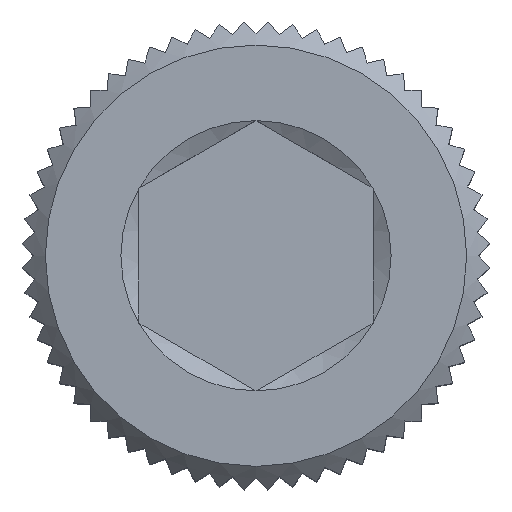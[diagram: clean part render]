
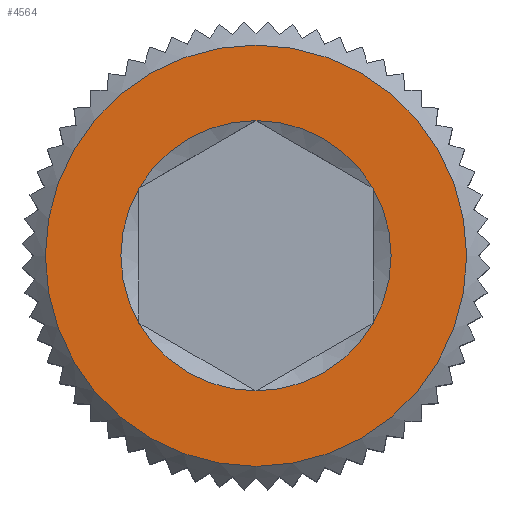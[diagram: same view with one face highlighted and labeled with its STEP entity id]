
A CAD part, top view. The second image highlights one B-rep face of the part: STEP entity #4564.
In plain terms, the highlighted planar face has unit normal (0, 0, 1).
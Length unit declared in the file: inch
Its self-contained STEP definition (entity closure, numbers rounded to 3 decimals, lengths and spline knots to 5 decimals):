
#17=FACE_BOUND('',#937,.T.);
#26=PLANE('',#5060);
#648=FACE_OUTER_BOUND('',#936,.T.);
#936=EDGE_LOOP('',(#3700));
#937=EDGE_LOOP('',(#3701,#3702,#3703,#3704,#3705,#3706));
#1105=CIRCLE('',#4774,0.16875);
#1136=CIRCLE('',#4806,0.10825);
#1255=CIRCLE('',#5051,0.10825);
#1256=CIRCLE('',#5053,0.10825);
#1257=CIRCLE('',#5055,0.10825);
#1258=CIRCLE('',#5057,0.10825);
#1259=CIRCLE('',#5059,0.10825);
#1884=VERTEX_POINT('',#8176);
#1974=VERTEX_POINT('',#8539);
#1975=VERTEX_POINT('',#8540);
#2160=VERTEX_POINT('',#9563);
#2161=VERTEX_POINT('',#9565);
#2162=VERTEX_POINT('',#9571);
#2163=VERTEX_POINT('',#9577);
#2346=EDGE_CURVE('',#1884,#1884,#1105,.T.);
#2438=EDGE_CURVE('',#1974,#1975,#1136,.T.);
#2810=EDGE_CURVE('',#2160,#2161,#1255,.T.);
#2811=EDGE_CURVE('',#2161,#2162,#1256,.T.);
#2812=EDGE_CURVE('',#2162,#2163,#1257,.T.);
#2813=EDGE_CURVE('',#2163,#1974,#1258,.T.);
#2814=EDGE_CURVE('',#1975,#2160,#1259,.T.);
#3700=ORIENTED_EDGE('',*,*,#2346,.T.);
#3701=ORIENTED_EDGE('',*,*,#2814,.F.);
#3702=ORIENTED_EDGE('',*,*,#2438,.F.);
#3703=ORIENTED_EDGE('',*,*,#2813,.F.);
#3704=ORIENTED_EDGE('',*,*,#2812,.F.);
#3705=ORIENTED_EDGE('',*,*,#2811,.F.);
#3706=ORIENTED_EDGE('',*,*,#2810,.F.);
#4564=ADVANCED_FACE('',(#648,#17),#26,.T.);
#4774=AXIS2_PLACEMENT_3D('',#8178,#5354,#5355);
#4806=AXIS2_PLACEMENT_3D('',#8544,#5418,#5419);
#5051=AXIS2_PLACEMENT_3D('',#9594,#6038,#6039);
#5053=AXIS2_PLACEMENT_3D('',#9596,#6042,#6043);
#5055=AXIS2_PLACEMENT_3D('',#9598,#6046,#6047);
#5057=AXIS2_PLACEMENT_3D('',#9600,#6050,#6051);
#5059=AXIS2_PLACEMENT_3D('',#9602,#6054,#6055);
#5060=AXIS2_PLACEMENT_3D('',#9603,#6056,#6057);
#5354=DIRECTION('center_axis',(0.,0.,1.));
#5355=DIRECTION('ref_axis',(1.,0.,0.));
#5418=DIRECTION('center_axis',(0.,0.,1.));
#5419=DIRECTION('ref_axis',(1.,0.,0.));
#6038=DIRECTION('center_axis',(0.,0.,1.));
#6039=DIRECTION('ref_axis',(1.,0.,0.));
#6042=DIRECTION('center_axis',(0.,0.,1.));
#6043=DIRECTION('ref_axis',(1.,0.,0.));
#6046=DIRECTION('center_axis',(0.,0.,1.));
#6047=DIRECTION('ref_axis',(1.,0.,0.));
#6050=DIRECTION('center_axis',(0.,0.,1.));
#6051=DIRECTION('ref_axis',(1.,0.,0.));
#6054=DIRECTION('center_axis',(0.,0.,1.));
#6055=DIRECTION('ref_axis',(1.,0.,0.));
#6056=DIRECTION('center_axis',(0.,0.,1.));
#6057=DIRECTION('ref_axis',(1.,0.,0.));
#8176=CARTESIAN_POINT('',(0.16875,0.,0.4375));
#8178=CARTESIAN_POINT('Origin',(0.,0.,0.4375));
#8539=CARTESIAN_POINT('',(0.09375,-0.05413,0.4375));
#8540=CARTESIAN_POINT('',(0.09375,0.05413,0.4375));
#8544=CARTESIAN_POINT('Origin',(0.,0.,0.4375));
#9563=CARTESIAN_POINT('',(0.,0.10825,0.4375));
#9565=CARTESIAN_POINT('',(-0.09375,0.05413,0.4375));
#9571=CARTESIAN_POINT('',(-0.09375,-0.05413,0.4375));
#9577=CARTESIAN_POINT('',(0.,-0.10825,0.4375));
#9594=CARTESIAN_POINT('Origin',(0.,0.,0.4375));
#9596=CARTESIAN_POINT('Origin',(0.,0.,0.4375));
#9598=CARTESIAN_POINT('Origin',(0.,0.,0.4375));
#9600=CARTESIAN_POINT('Origin',(0.,0.,0.4375));
#9602=CARTESIAN_POINT('Origin',(0.,0.,0.4375));
#9603=CARTESIAN_POINT('Origin',(0.,0.1875,0.4375));
